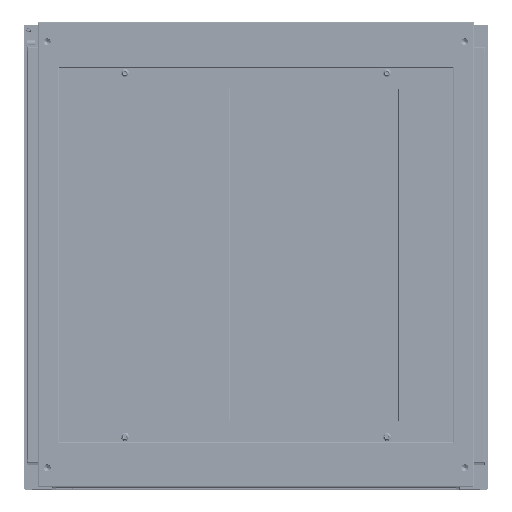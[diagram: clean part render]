
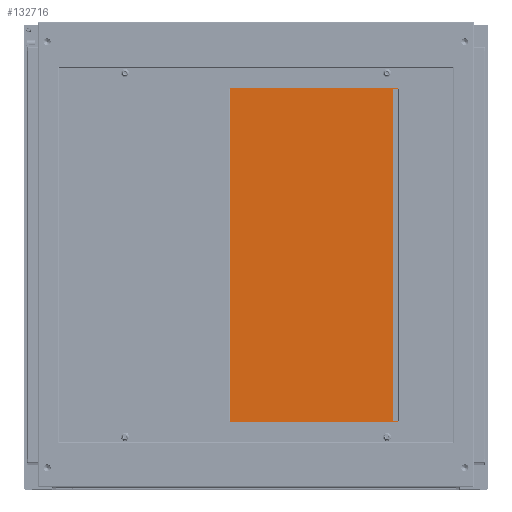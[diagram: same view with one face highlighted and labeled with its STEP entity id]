
A CAD part, top view. The second image highlights one B-rep face of the part: STEP entity #132716.
In plain terms, the highlighted face is planar.
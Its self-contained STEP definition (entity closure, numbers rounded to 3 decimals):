
#507 = VERTEX_POINT ( 'NONE', #83099 ) ;
#508 = VERTEX_POINT ( 'NONE', #83100 ) ;
#509 = VERTEX_POINT ( 'NONE', #83102 ) ;
#510 = VERTEX_POINT ( 'NONE', #83104 ) ;
#511 = VERTEX_POINT ( 'NONE', #83105 ) ;
#512 = VERTEX_POINT ( 'NONE', #83107 ) ;
#513 = VERTEX_POINT ( 'NONE', #83109 ) ;
#514 = VERTEX_POINT ( 'NONE', #83110 ) ;
#66154 = LINE ( 'NONE', #116291, #66179 ) ;
#66179 = VECTOR ( 'NONE', #116300, 1000. ) ;
#66189 = LINE ( 'NONE', #116308, #66193 ) ;
#66193 = VECTOR ( 'NONE', #116310, 1000. ) ;
#66196 = LINE ( 'NONE', #116312, #66199 ) ;
#66199 = VECTOR ( 'NONE', #116314, 1000. ) ;
#66201 = LINE ( 'NONE', #116317, #66204 ) ;
#66204 = VECTOR ( 'NONE', #116319, 1000. ) ;
#66208 = LINE ( 'NONE', #116322, #66210 ) ;
#66210 = VECTOR ( 'NONE', #116324, 1000. ) ;
#66211 = LINE ( 'NONE', #116327, #66214 ) ;
#66214 = VECTOR ( 'NONE', #116329, 1000. ) ;
#66216 = LINE ( 'NONE', #116332, #66220 ) ;
#66220 = VECTOR ( 'NONE', #116334, 1000. ) ;
#66222 = LINE ( 'NONE', #116337, #66225 ) ;
#66225 = VECTOR ( 'NONE', #116339, 1000. ) ;
#83099 = CARTESIAN_POINT ( 'NONE',  ( -285., -149., 1.5 ) ) ;
#83100 = CARTESIAN_POINT ( 'NONE',  ( -300., -149., 1.5 ) ) ;
#83102 = CARTESIAN_POINT ( 'NONE',  ( -300., 149., 1.5 ) ) ;
#83104 = CARTESIAN_POINT ( 'NONE',  ( 300., 149., 1.5 ) ) ;
#83105 = CARTESIAN_POINT ( 'NONE',  ( 300., -149., 1.5 ) ) ;
#83107 = CARTESIAN_POINT ( 'NONE',  ( 285., -149., 1.5 ) ) ;
#83109 = CARTESIAN_POINT ( 'NONE',  ( -285., -147.99, 1.5 ) ) ;
#83110 = CARTESIAN_POINT ( 'NONE',  ( 285., -147.99, 1.5 ) ) ;
#107693 = FACE_OUTER_BOUND ( 'NONE', #129930, .T. ) ;
#113055 = CARTESIAN_POINT ( 'NONE',  ( -300., -149., 1.5 ) ) ;
#113060 = PLANE ( 'NONE',  #136574 ) ;
#113065 = DIRECTION ( 'NONE',  ( 0., 0., 1. ) ) ;
#113066 = DIRECTION ( 'NONE',  ( 1., 0., 0. ) ) ;
#116291 = CARTESIAN_POINT ( 'NONE',  ( -300., 149., 1.5 ) ) ;
#116300 = DIRECTION ( 'NONE',  ( -1., 0., 0. ) ) ;
#116308 = CARTESIAN_POINT ( 'NONE',  ( -300., 149., 1.5 ) ) ;
#116310 = DIRECTION ( 'NONE',  ( 0., -1., 0. ) ) ;
#116312 = CARTESIAN_POINT ( 'NONE',  ( -300., -149., 1.5 ) ) ;
#116314 = DIRECTION ( 'NONE',  ( 1., 0., 0. ) ) ;
#116317 = CARTESIAN_POINT ( 'NONE',  ( 285., -148., 1.5 ) ) ;
#116319 = DIRECTION ( 'NONE',  ( 0., -1., 0. ) ) ;
#116322 = CARTESIAN_POINT ( 'NONE',  ( 285., -147.99, 1.5 ) ) ;
#116324 = DIRECTION ( 'NONE',  ( -1., 0., 0. ) ) ;
#116327 = CARTESIAN_POINT ( 'NONE',  ( 300., 149., 1.5 ) ) ;
#116329 = DIRECTION ( 'NONE',  ( 0., 1., 0. ) ) ;
#116332 = CARTESIAN_POINT ( 'NONE',  ( -300., -149., 1.5 ) ) ;
#116334 = DIRECTION ( 'NONE',  ( 1., 0., 0. ) ) ;
#116337 = CARTESIAN_POINT ( 'NONE',  ( -285., -148., 1.5 ) ) ;
#116339 = DIRECTION ( 'NONE',  ( 0., -1., 0. ) ) ;
#123913 = ORIENTED_EDGE ( 'NONE', *, *, #130312, .F. ) ;
#123914 = ORIENTED_EDGE ( 'NONE', *, *, #130310, .T. ) ;
#123915 = ORIENTED_EDGE ( 'NONE', *, *, #130308, .T. ) ;
#123916 = ORIENTED_EDGE ( 'NONE', *, *, #130314, .T. ) ;
#123917 = ORIENTED_EDGE ( 'NONE', *, *, #130301, .T. ) ;
#123918 = ORIENTED_EDGE ( 'NONE', *, *, #130306, .T. ) ;
#123919 = ORIENTED_EDGE ( 'NONE', *, *, #130316, .T. ) ;
#123920 = ORIENTED_EDGE ( 'NONE', *, *, #130319, .F. ) ;
#129930 = EDGE_LOOP ( 'NONE', ( #123913, #123914, #123915, #123916, #123917, #123918, #123919, #123920 ) ) ;
#130301 = EDGE_CURVE ( 'NONE', #510, #509, #66154, .T. ) ;
#130306 = EDGE_CURVE ( 'NONE', #509, #508, #66189, .T. ) ;
#130308 = EDGE_CURVE ( 'NONE', #512, #511, #66196, .T. ) ;
#130310 = EDGE_CURVE ( 'NONE', #514, #512, #66201, .T. ) ;
#130312 = EDGE_CURVE ( 'NONE', #514, #513, #66208, .T. ) ;
#130314 = EDGE_CURVE ( 'NONE', #511, #510, #66211, .T. ) ;
#130316 = EDGE_CURVE ( 'NONE', #508, #507, #66216, .T. ) ;
#130319 = EDGE_CURVE ( 'NONE', #513, #507, #66222, .T. ) ;
#132716 = ADVANCED_FACE ( 'NONE', ( #107693 ), #113060, .T. ) ;
#136574 = AXIS2_PLACEMENT_3D ( 'NONE', #113055, #113065, #113066 ) ;
